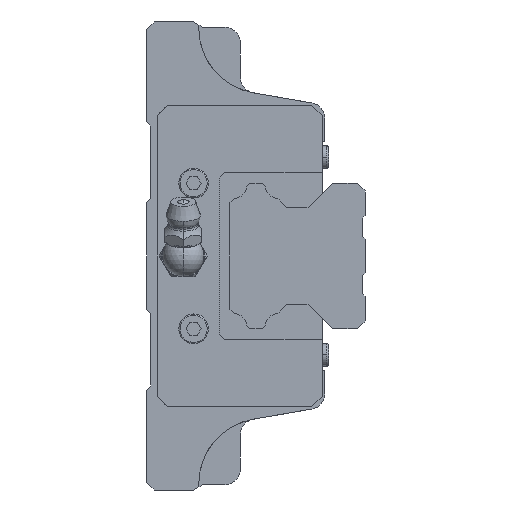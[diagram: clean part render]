
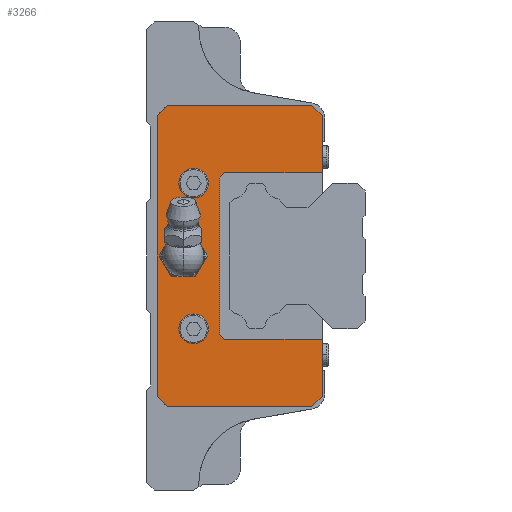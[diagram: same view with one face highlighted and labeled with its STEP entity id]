
A CAD part, left-side view. The second image highlights one B-rep face of the part: STEP entity #3266.
In plain terms, the highlighted planar face has unit normal (-1, 0, 0).
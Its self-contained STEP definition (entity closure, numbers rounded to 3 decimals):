
#2008 = EDGE_CURVE( '', #4168, #2322, #5819, .T. );
#2024 = VERTEX_POINT( '', #5836 );
#2152 = VERTEX_POINT( '', #5973 );
#2200 = EDGE_CURVE( '', #2932, #2960, #6024, .T. );
#2280 = VERTEX_POINT( '', #6111 );
#2322 = VERTEX_POINT( '', #6157 );
#2530 = EDGE_CURVE( '', #3040, #2834, #6386, .T. );
#2758 = EDGE_CURVE( '', #3440, #3060, #6637, .T. );
#2786 = EDGE_CURVE( '', #3736, #2280, #6667, .T. );
#2808 = EDGE_CURVE( '', #2960, #3570, #6690, .T. );
#2834 = VERTEX_POINT( '', #6716 );
#2916 = EDGE_CURVE( '', #2024, #2152, #6809, .T. );
#2924 = EDGE_CURVE( '', #4452, #3104, #6817, .T. );
#2932 = VERTEX_POINT( '', #6826 );
#2960 = VERTEX_POINT( '', #6858 );
#2998 = EDGE_CURVE( '', #4430, #4452, #6899, .T. );
#3040 = VERTEX_POINT( '', #6947 );
#3060 = VERTEX_POINT( '', #6967 );
#3104 = VERTEX_POINT( '', #7014 );
#3188 = EDGE_CURVE( '', #2280, #3736, #7107, .T. );
#3266 = ADVANCED_FACE( '', ( #7194, #7195, #7196, #7197 ), #7198, .F. );
#3328 = EDGE_CURVE( '', #3928, #3744, #7264, .T. );
#3440 = VERTEX_POINT( '', #7380 );
#3568 = EDGE_CURVE( '', #2834, #4088, #7522, .T. );
#3570 = VERTEX_POINT( '', #7524 );
#3736 = VERTEX_POINT( '', #7710 );
#3744 = VERTEX_POINT( '', #7718 );
#3928 = VERTEX_POINT( '', #7924 );
#4088 = VERTEX_POINT( '', #8097 );
#4168 = VERTEX_POINT( '', #8187 );
#4266 = EDGE_CURVE( '', #5336, #4168, #8297, .T. );
#4430 = VERTEX_POINT( '', #8474 );
#4452 = VERTEX_POINT( '', #8499 );
#4576 = EDGE_CURVE( '', #4088, #5336, #8635, .T. );
#4958 = EDGE_CURVE( '', #3104, #3440, #9056, .T. );
#5092 = EDGE_CURVE( '', #4430, #2932, #9199, .T. );
#5336 = VERTEX_POINT( '', #9468 );
#5360 = EDGE_CURVE( '', #3570, #3040, #9494, .T. );
#5428 = EDGE_CURVE( '', #2152, #2024, #9568, .T. );
#5546 = EDGE_CURVE( '', #3060, #2322, #9700, .T. );
#5574 = EDGE_CURVE( '', #3744, #3928, #9730, .T. );
#5819 = LINE( '', #10040, #10041 );
#5836 = CARTESIAN_POINT( '', ( 61.7, 35.85, 14. ) );
#5973 = CARTESIAN_POINT( '', ( 61.7, 30.15, 14. ) );
#6024 = LINE( '', #10354, #10355 );
#6111 = CARTESIAN_POINT( '', ( 61.7, 35.85, -14. ) );
#6157 = CARTESIAN_POINT( '', ( 61.7, 8.283, 16. ) );
#6386 = LINE( '', #10885, #10886 );
#6637 = LINE( '', #11244, #11245 );
#6667 = CIRCLE( '', #11283, 2.85 );
#6690 = LINE( '', #11318, #11319 );
#6716 = CARTESIAN_POINT( '', ( 61.7, 40., 27. ) );
#6809 = CIRCLE( '', #11493, 2.85 );
#6817 = LINE( '', #11503, #11504 );
#6826 = CARTESIAN_POINT( '', ( 61.7, 8.283, -27. ) );
#6858 = CARTESIAN_POINT( '', ( 61.7, 10.283, -29. ) );
#6899 = LINE( '', #11656, #11657 );
#6947 = CARTESIAN_POINT( '', ( 61.7, 40., -27. ) );
#6967 = CARTESIAN_POINT( '', ( 61.7, 27., 16. ) );
#7014 = CARTESIAN_POINT( '', ( 61.7, 28., -15. ) );
#7107 = CIRCLE( '', #11954, 2.85 );
#7194 = FACE_BOUND( '', #12062, .T. );
#7195 = FACE_BOUND( '', #12063, .T. );
#7196 = FACE_BOUND( '', #12064, .T. );
#7197 = FACE_OUTER_BOUND( '', #12065, .T. );
#7198 = PLANE( '', #12066 );
#7264 = CIRCLE( '', #12184, 3. );
#7380 = CARTESIAN_POINT( '', ( 61.7, 28., 15. ) );
#7522 = LINE( '', #12603, #12604 );
#7524 = CARTESIAN_POINT( '', ( 61.7, 38., -29. ) );
#7710 = CARTESIAN_POINT( '', ( 61.7, 30.15, -14. ) );
#7718 = CARTESIAN_POINT( '', ( 61.7, 32., 0. ) );
#7924 = CARTESIAN_POINT( '', ( 61.7, 38., 0. ) );
#8097 = CARTESIAN_POINT( '', ( 61.7, 38., 29. ) );
#8187 = CARTESIAN_POINT( '', ( 61.7, 8.283, 27. ) );
#8297 = LINE( '', #13675, #13676 );
#8474 = CARTESIAN_POINT( '', ( 61.7, 8.283, -16. ) );
#8499 = CARTESIAN_POINT( '', ( 61.7, 27., -16. ) );
#8635 = LINE( '', #14234, #14235 );
#9056 = LINE( '', #14851, #14852 );
#9199 = LINE( '', #15067, #15068 );
#9468 = CARTESIAN_POINT( '', ( 61.7, 10.283, 29. ) );
#9494 = LINE( '', #15517, #15518 );
#9568 = CIRCLE( '', #15623, 2.85 );
#9700 = LINE( '', #15837, #15838 );
#9730 = CIRCLE( '', #15880, 3. );
#10040 = CARTESIAN_POINT( '', ( 61.7, 8.283, 11. ) );
#10041 = VECTOR( '', #16166, 1. );
#10354 = CARTESIAN_POINT( '', ( 61.7, 1.212, -19.929 ) );
#10355 = VECTOR( '', #16353, 1. );
#10885 = CARTESIAN_POINT( '', ( 61.7, 40., 13.5 ) );
#10886 = VECTOR( '', #16740, 1. );
#11244 = CARTESIAN_POINT( '', ( 61.7, 26.5, 16.5 ) );
#11245 = VECTOR( '', #17027, 1. );
#11283 = AXIS2_PLACEMENT_3D( '', #17055, #17056, #17057 );
#11318 = CARTESIAN_POINT( '', ( 61.7, 22.5, -29. ) );
#11319 = VECTOR( '', #17079, 1. );
#11493 = AXIS2_PLACEMENT_3D( '', #17219, #17220, #17221 );
#11503 = CARTESIAN_POINT( '', ( 61.7, 26., -17. ) );
#11504 = VECTOR( '', #17225, 1. );
#11656 = CARTESIAN_POINT( '', ( 61.7, 7.642, -16. ) );
#11657 = VECTOR( '', #17315, 1. );
#11954 = AXIS2_PLACEMENT_3D( '', #17532, #17533, #17534 );
#12062 = EDGE_LOOP( '', ( #17663, #17664 ) );
#12063 = EDGE_LOOP( '', ( #17665, #17666 ) );
#12064 = EDGE_LOOP( '', ( #17667, #17668 ) );
#12065 = EDGE_LOOP( '', ( #17669, #17670, #17671, #17672, #17673, #17674, #17675, #17676, #17677, #17678, #17679, #17680, #17681, #17682 ) );
#12066 = AXIS2_PLACEMENT_3D( '', #17683, #17684, #17685 );
#12184 = AXIS2_PLACEMENT_3D( '', #17747, #17748, #17749 );
#12603 = CARTESIAN_POINT( '', ( 61.7, 37.5, 29.5 ) );
#12604 = VECTOR( '', #17981, 1. );
#13675 = CARTESIAN_POINT( '', ( 61.7, 2.212, 20.929 ) );
#13676 = VECTOR( '', #18952, 1. );
#14234 = CARTESIAN_POINT( '', ( 61.7, 8.742, 29. ) );
#14235 = VECTOR( '', #19298, 1. );
#14851 = CARTESIAN_POINT( '', ( 61.7, 28., -7.5 ) );
#14852 = VECTOR( '', #19745, 1. );
#15067 = CARTESIAN_POINT( '', ( 61.7, 8.283, 11. ) );
#15068 = VECTOR( '', #19904, 1. );
#15517 = CARTESIAN_POINT( '', ( 61.7, 38.5, -28.5 ) );
#15518 = VECTOR( '', #20266, 1. );
#15623 = AXIS2_PLACEMENT_3D( '', #20341, #20342, #20343 );
#15837 = CARTESIAN_POINT( '', ( 61.7, 17., 16. ) );
#15838 = VECTOR( '', #20523, 1. );
#15880 = AXIS2_PLACEMENT_3D( '', #20558, #20559, #20560 );
#16166 = DIRECTION( '', ( 0., 0., -1. ) );
#16353 = DIRECTION( '', ( 0., 0.707, -0.707 ) );
#16740 = DIRECTION( '', ( 0., 0., 1. ) );
#17027 = DIRECTION( '', ( 0., -0.707, 0.707 ) );
#17055 = CARTESIAN_POINT( '', ( 61.7, 33., -14. ) );
#17056 = DIRECTION( '', ( 1., 0., 0. ) );
#17057 = DIRECTION( '', ( 0., 1., 0. ) );
#17079 = DIRECTION( '', ( 0., 1., 0. ) );
#17219 = CARTESIAN_POINT( '', ( 61.7, 33., 14. ) );
#17220 = DIRECTION( '', ( 1., 0., 0. ) );
#17221 = DIRECTION( '', ( 0., 1., 0. ) );
#17225 = DIRECTION( '', ( 0., 0.707, 0.707 ) );
#17315 = DIRECTION( '', ( 0., 1., 0. ) );
#17532 = CARTESIAN_POINT( '', ( 61.7, 33., -14. ) );
#17533 = DIRECTION( '', ( 1., 0., 0. ) );
#17534 = DIRECTION( '', ( 0., 1., 0. ) );
#17663 = ORIENTED_EDGE( '', *, *, #3328, .T. );
#17664 = ORIENTED_EDGE( '', *, *, #5574, .T. );
#17665 = ORIENTED_EDGE( '', *, *, #2916, .T. );
#17666 = ORIENTED_EDGE( '', *, *, #5428, .T. );
#17667 = ORIENTED_EDGE( '', *, *, #3188, .T. );
#17668 = ORIENTED_EDGE( '', *, *, #2786, .T. );
#17669 = ORIENTED_EDGE( '', *, *, #2998, .T. );
#17670 = ORIENTED_EDGE( '', *, *, #2924, .T. );
#17671 = ORIENTED_EDGE( '', *, *, #4958, .T. );
#17672 = ORIENTED_EDGE( '', *, *, #2758, .T. );
#17673 = ORIENTED_EDGE( '', *, *, #5546, .T. );
#17674 = ORIENTED_EDGE( '', *, *, #2008, .F. );
#17675 = ORIENTED_EDGE( '', *, *, #4266, .F. );
#17676 = ORIENTED_EDGE( '', *, *, #4576, .F. );
#17677 = ORIENTED_EDGE( '', *, *, #3568, .F. );
#17678 = ORIENTED_EDGE( '', *, *, #2530, .F. );
#17679 = ORIENTED_EDGE( '', *, *, #5360, .F. );
#17680 = ORIENTED_EDGE( '', *, *, #2808, .F. );
#17681 = ORIENTED_EDGE( '', *, *, #2200, .F. );
#17682 = ORIENTED_EDGE( '', *, *, #5092, .F. );
#17683 = CARTESIAN_POINT( '', ( 61.7, 7., 0. ) );
#17684 = DIRECTION( '', ( 1., 0., 0. ) );
#17685 = DIRECTION( '', ( 0., 0., -1. ) );
#17747 = CARTESIAN_POINT( '', ( 61.7, 35., 0. ) );
#17748 = DIRECTION( '', ( 1., 0., 0. ) );
#17749 = DIRECTION( '', ( 0., 1., 0. ) );
#17981 = DIRECTION( '', ( 0., -0.707, 0.707 ) );
#18952 = DIRECTION( '', ( 0., -0.707, -0.707 ) );
#19298 = DIRECTION( '', ( 0., -1., 0. ) );
#19745 = DIRECTION( '', ( 0., 0., 1. ) );
#19904 = DIRECTION( '', ( 0., 0., -1. ) );
#20266 = DIRECTION( '', ( 0., 0.707, 0.707 ) );
#20341 = CARTESIAN_POINT( '', ( 61.7, 33., 14. ) );
#20342 = DIRECTION( '', ( 1., 0., 0. ) );
#20343 = DIRECTION( '', ( 0., 1., 0. ) );
#20523 = DIRECTION( '', ( 0., -1., 0. ) );
#20558 = CARTESIAN_POINT( '', ( 61.7, 35., 0. ) );
#20559 = DIRECTION( '', ( 1., 0., 0. ) );
#20560 = DIRECTION( '', ( 0., 1., 0. ) );
